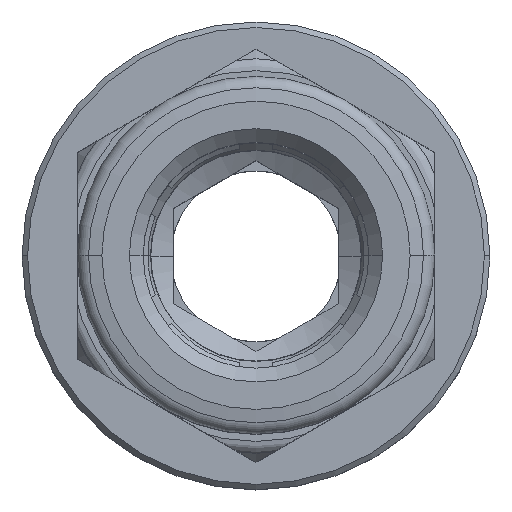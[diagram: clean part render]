
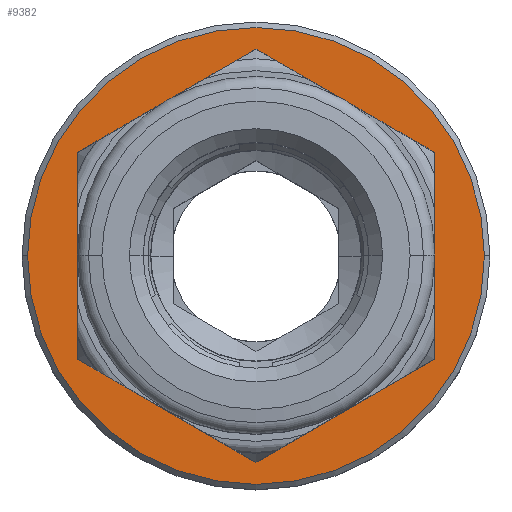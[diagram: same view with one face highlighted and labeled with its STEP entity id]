
A CAD part, top view. The second image highlights one B-rep face of the part: STEP entity #9382.
In plain terms, the highlighted planar face has unit normal (0, 0, 1).
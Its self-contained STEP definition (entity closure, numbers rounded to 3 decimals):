
#6690=CARTESIAN_POINT('',(66.552,0.,98.885));
#6691=VERTEX_POINT('',#6690);
#6700=CARTESIAN_POINT('',(83.152,0.,98.885));
#6701=VERTEX_POINT('',#6700);
#6702=CARTESIAN_POINT('',(74.852,0.,98.885));
#6703=DIRECTION('',(0.0,0.0,-1.0));
#6704=DIRECTION('',(-1.0,0.0,0.0));
#6705=AXIS2_PLACEMENT_3D('',#6702,#6703,#6704);
#6706=CIRCLE('',#6705,8.3);
#6707=EDGE_CURVE('',#6691,#6701,#6706,.T.);
#9303=CARTESIAN_POINT('',(74.852,-8.3,98.885));
#9304=VERTEX_POINT('',#9303);
#9305=CARTESIAN_POINT('',(74.852,0.,98.885));
#9306=DIRECTION('',(0.0,0.0,-1.0));
#9307=DIRECTION('',(-1.0,0.0,0.0));
#9308=AXIS2_PLACEMENT_3D('',#9305,#9306,#9307);
#9309=CIRCLE('',#9308,8.3);
#9310=EDGE_CURVE('',#6701,#9304,#9309,.T.);
#9312=CARTESIAN_POINT('',(74.852,0.,98.885));
#9313=DIRECTION('',(0.0,0.0,-1.0));
#9314=DIRECTION('',(-1.0,0.0,0.0));
#9315=AXIS2_PLACEMENT_3D('',#9312,#9313,#9314);
#9316=CIRCLE('',#9315,8.3);
#9317=EDGE_CURVE('',#9304,#6691,#9316,.T.);
#9322=CARTESIAN_POINT('',(74.852,-8.3,98.885));
#9323=DIRECTION('',(0.0,0.0,1.0));
#9324=DIRECTION('',(1.0,0.0,0.0));
#9325=AXIS2_PLACEMENT_3D('',#9322,#9323,#9324);
#9326=PLANE('',#9325);
#9327=ORIENTED_EDGE('',*,*,#9317,.F.);
#9328=ORIENTED_EDGE('',*,*,#9310,.F.);
#9329=ORIENTED_EDGE('',*,*,#6707,.F.);
#9330=EDGE_LOOP('',(#9327,#9328,#9329));
#9331=FACE_OUTER_BOUND('',#9330,.T.);
#9332=CARTESIAN_POINT('',(74.852,7.506,98.885));
#9333=VERTEX_POINT('',#9332);
#9334=CARTESIAN_POINT('',(68.352,3.753,98.885));
#9335=VERTEX_POINT('',#9334);
#9336=CARTESIAN_POINT('',(74.852,7.506,98.885));
#9337=DIRECTION('',(-0.866,-0.5,0.0));
#9338=VECTOR('',#9337,7.506);
#9339=LINE('',#9336,#9338);
#9340=EDGE_CURVE('',#9333,#9335,#9339,.T.);
#9341=ORIENTED_EDGE('',*,*,#9340,.F.);
#9342=CARTESIAN_POINT('',(81.352,3.753,98.885));
#9343=VERTEX_POINT('',#9342);
#9344=CARTESIAN_POINT('',(81.352,3.753,98.885));
#9345=DIRECTION('',(-0.866,0.5,0.0));
#9346=VECTOR('',#9345,7.506);
#9347=LINE('',#9344,#9346);
#9348=EDGE_CURVE('',#9343,#9333,#9347,.T.);
#9349=ORIENTED_EDGE('',*,*,#9348,.F.);
#9350=CARTESIAN_POINT('',(81.352,-3.753,98.885));
#9351=VERTEX_POINT('',#9350);
#9352=CARTESIAN_POINT('',(81.352,-3.753,98.885));
#9353=DIRECTION('',(0.0,1.0,0.0));
#9354=VECTOR('',#9353,7.506);
#9355=LINE('',#9352,#9354);
#9356=EDGE_CURVE('',#9351,#9343,#9355,.T.);
#9357=ORIENTED_EDGE('',*,*,#9356,.F.);
#9358=CARTESIAN_POINT('',(74.852,-7.506,98.885));
#9359=VERTEX_POINT('',#9358);
#9360=CARTESIAN_POINT('',(74.852,-7.506,98.885));
#9361=DIRECTION('',(0.866,0.5,0.0));
#9362=VECTOR('',#9361,7.506);
#9363=LINE('',#9360,#9362);
#9364=EDGE_CURVE('',#9359,#9351,#9363,.T.);
#9365=ORIENTED_EDGE('',*,*,#9364,.F.);
#9366=CARTESIAN_POINT('',(68.352,-3.753,98.885));
#9367=VERTEX_POINT('',#9366);
#9368=CARTESIAN_POINT('',(68.352,-3.753,98.885));
#9369=DIRECTION('',(0.866,-0.5,0.0));
#9370=VECTOR('',#9369,7.506);
#9371=LINE('',#9368,#9370);
#9372=EDGE_CURVE('',#9367,#9359,#9371,.T.);
#9373=ORIENTED_EDGE('',*,*,#9372,.F.);
#9374=CARTESIAN_POINT('',(68.352,3.753,98.885));
#9375=DIRECTION('',(0.0,-1.0,0.0));
#9376=VECTOR('',#9375,7.506);
#9377=LINE('',#9374,#9376);
#9378=EDGE_CURVE('',#9335,#9367,#9377,.T.);
#9379=ORIENTED_EDGE('',*,*,#9378,.F.);
#9380=EDGE_LOOP('',(#9341,#9349,#9357,#9365,#9373,#9379));
#9381=FACE_BOUND('',#9380,.T.);
#9382=ADVANCED_FACE('',(#9331,#9381),#9326,.T.);
